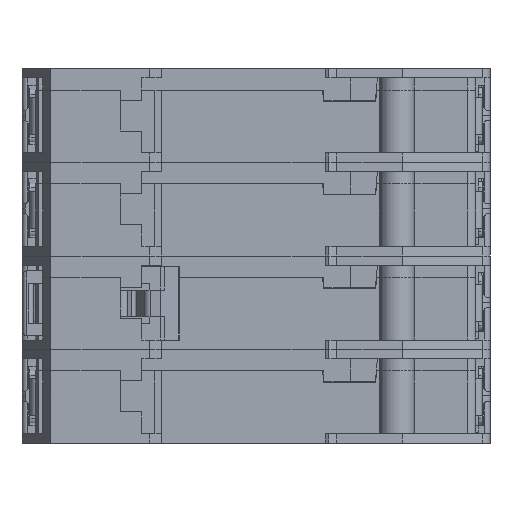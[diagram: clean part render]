
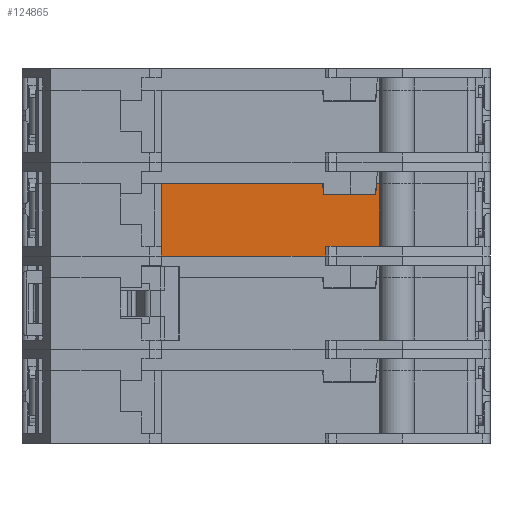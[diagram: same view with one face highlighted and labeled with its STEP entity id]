
A CAD part, front view. The second image highlights one B-rep face of the part: STEP entity #124865.
In plain terms, the highlighted planar face has unit normal (0, -1, 0).
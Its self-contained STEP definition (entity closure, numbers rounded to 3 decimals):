
#114582=DIRECTION('',(1.,0.,0.));
#114583=VECTOR('',#114582,2.507);
#114584=CARTESIAN_POINT('',(15.193,-42.5,-13.6));
#114585=LINE('',#114584,#114583);
#115836=DIRECTION('',(0.,0.,1.));
#115837=VECTOR('',#115836,11.8);
#115838=CARTESIAN_POINT('',(23.672,-42.5,-11.8));
#115839=LINE('',#115838,#115837);
#116616=DIRECTION('',(1.,0.,0.));
#116617=VECTOR('',#116616,9.8);
#116618=CARTESIAN_POINT('',(12.7,-42.5,-2.1));
#116619=LINE('',#116618,#116617);
#116623=DIRECTION('',(0.087,0.,0.996));
#116624=VECTOR('',#116623,2.108);
#116625=CARTESIAN_POINT('',(22.5,-42.5,-2.1));
#116626=LINE('',#116625,#116624);
#116630=DIRECTION('',(1.,0.,0.));
#116631=VECTOR('',#116630,0.988);
#116632=CARTESIAN_POINT('',(22.684,-42.5,0.));
#116633=LINE('',#116632,#116631);
#116637=DIRECTION('',(-1.,0.,0.));
#116638=VECTOR('',#116637,5.972);
#116639=CARTESIAN_POINT('',(23.672,-42.5,-11.8));
#116640=LINE('',#116639,#116638);
#116644=DIRECTION('',(0.,0.,-1.));
#116645=VECTOR('',#116644,1.8);
#116646=CARTESIAN_POINT('',(17.7,-42.5,-11.8));
#116647=LINE('',#116646,#116645);
#116651=DIRECTION('',(0.,0.,-1.));
#116652=VECTOR('',#116651,1.8);
#116653=CARTESIAN_POINT('',(13.007,-42.5,-11.8));
#116654=LINE('',#116653,#116652);
#116658=DIRECTION('',(-1.,0.,0.));
#116659=VECTOR('',#116658,30.807);
#116660=CARTESIAN_POINT('',(13.007,-42.5,-13.6));
#116661=LINE('',#116660,#116659);
#116665=DIRECTION('',(0.,0.,1.));
#116666=VECTOR('',#116665,13.6);
#116667=CARTESIAN_POINT('',(-17.8,-42.5,-13.6));
#116668=LINE('',#116667,#116666);
#116672=DIRECTION('',(1.,0.,0.));
#116673=VECTOR('',#116672,30.316);
#116674=CARTESIAN_POINT('',(-17.8,-42.5,0.));
#116675=LINE('',#116674,#116673);
#116679=DIRECTION('',(0.087,0.,-0.996));
#116680=VECTOR('',#116679,2.108);
#116681=CARTESIAN_POINT('',(12.516,-42.5,0.));
#116682=LINE('',#116681,#116680);
#116826=DIRECTION('',(0.,0.,-1.));
#116827=VECTOR('',#116826,1.8);
#116828=CARTESIAN_POINT('',(15.193,-42.5,-11.8));
#116829=LINE('',#116828,#116827);
#116833=DIRECTION('',(1.,0.,0.));
#116834=VECTOR('',#116833,2.186);
#116835=CARTESIAN_POINT('',(13.007,-42.5,-11.8));
#116836=LINE('',#116835,#116834);
#120993=CARTESIAN_POINT('',(23.672,-42.5,0.));
#120994=VERTEX_POINT('',#120993);
#120995=CARTESIAN_POINT('',(22.684,-42.5,0.));
#120996=VERTEX_POINT('',#120995);
#121013=CARTESIAN_POINT('',(12.516,-42.5,0.));
#121014=VERTEX_POINT('',#121013);
#121015=CARTESIAN_POINT('',(-17.8,-42.5,0.));
#121016=VERTEX_POINT('',#121015);
#121347=CARTESIAN_POINT('',(-17.8,-42.5,-13.6));
#121348=VERTEX_POINT('',#121347);
#121349=CARTESIAN_POINT('',(13.007,-42.5,-13.6));
#121350=VERTEX_POINT('',#121349);
#121353=CARTESIAN_POINT('',(15.193,-42.5,-13.6));
#121354=VERTEX_POINT('',#121353);
#121355=CARTESIAN_POINT('',(17.7,-42.5,-13.6));
#121356=VERTEX_POINT('',#121355);
#121640=CARTESIAN_POINT('',(23.672,-42.5,-11.8));
#121641=VERTEX_POINT('',#121640);
#121648=CARTESIAN_POINT('',(17.7,-42.5,-11.8));
#121649=VERTEX_POINT('',#121648);
#121737=CARTESIAN_POINT('',(12.7,-42.5,-2.1));
#121738=CARTESIAN_POINT('',(22.5,-42.5,-2.1));
#121739=VERTEX_POINT('',#121737);
#121740=VERTEX_POINT('',#121738);
#121741=CARTESIAN_POINT('',(15.193,-42.5,-11.8));
#121742=VERTEX_POINT('',#121741);
#121743=CARTESIAN_POINT('',(13.007,-42.5,-11.8));
#121744=VERTEX_POINT('',#121743);
#124837=CARTESIAN_POINT('',(-17.8,-42.5,0.));
#124838=DIRECTION('',(0.,-1.,0.));
#124839=DIRECTION('',(1.,0.,0.));
#124840=AXIS2_PLACEMENT_3D('',#124837,#124838,#124839);
#124841=PLANE('',#124840);
#124843=ORIENTED_EDGE('',*,*,#124842,.T.);
#124845=ORIENTED_EDGE('',*,*,#124844,.T.);
#124846=ORIENTED_EDGE('',*,*,#122460,.T.);
#124847=ORIENTED_EDGE('',*,*,#124207,.F.);
#124848=ORIENTED_EDGE('',*,*,#124234,.T.);
#124849=ORIENTED_EDGE('',*,*,#124832,.T.);
#124850=ORIENTED_EDGE('',*,*,#123262,.F.);
#124852=ORIENTED_EDGE('',*,*,#124851,.F.);
#124854=ORIENTED_EDGE('',*,*,#124853,.F.);
#124856=ORIENTED_EDGE('',*,*,#124855,.T.);
#124857=ORIENTED_EDGE('',*,*,#123256,.T.);
#124859=ORIENTED_EDGE('',*,*,#124858,.T.);
#124860=ORIENTED_EDGE('',*,*,#122480,.T.);
#124862=ORIENTED_EDGE('',*,*,#124861,.T.);
#124863=EDGE_LOOP('',(#124843,#124845,#124846,#124847,#124848,#124849,#124850,
#124852,#124854,#124856,#124857,#124859,#124860,#124862));
#124864=FACE_OUTER_BOUND('',#124863,.F.);
#122460=EDGE_CURVE('',#120996,#120994,#116633,.T.);
#122480=EDGE_CURVE('',#121016,#121014,#116675,.T.);
#123256=EDGE_CURVE('',#121350,#121348,#116661,.T.);
#123262=EDGE_CURVE('',#121354,#121356,#114585,.T.);
#124207=EDGE_CURVE('',#121641,#120994,#115839,.T.);
#124234=EDGE_CURVE('',#121641,#121649,#116640,.T.);
#124832=EDGE_CURVE('',#121649,#121356,#116647,.T.);
#124842=EDGE_CURVE('',#121739,#121740,#116619,.T.);
#124844=EDGE_CURVE('',#121740,#120996,#116626,.T.);
#124851=EDGE_CURVE('',#121742,#121354,#116829,.T.);
#124853=EDGE_CURVE('',#121744,#121742,#116836,.T.);
#124855=EDGE_CURVE('',#121744,#121350,#116654,.T.);
#124858=EDGE_CURVE('',#121348,#121016,#116668,.T.);
#124861=EDGE_CURVE('',#121014,#121739,#116682,.T.);
#124865=ADVANCED_FACE('',(#124864),#124841,.T.);
